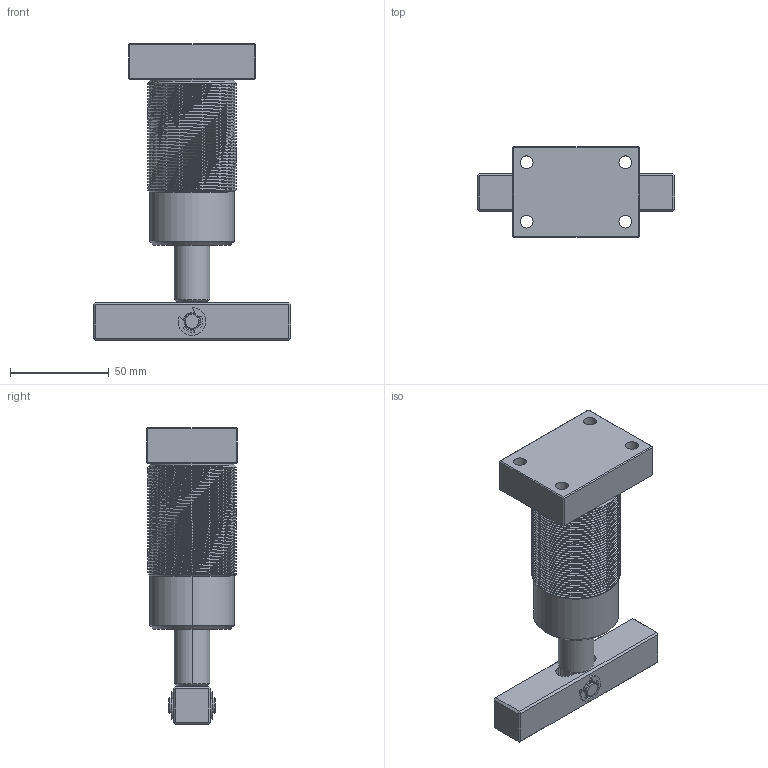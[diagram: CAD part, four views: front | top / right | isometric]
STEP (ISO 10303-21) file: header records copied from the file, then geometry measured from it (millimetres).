
FILE_DESCRIPTION (( 'STEP AP214' ), '1' );
FILE_NAME ('NDS-25A.STEP', '2018-08-27T08:22:53', ( 'Windows' ), ( 'Microsoft' ), 'SwSTEP 2.0', 'SolidWorks 2015', '' );
FILE_SCHEMA (( 'AUTOMOTIVE_DESIGN' ));
Length unit declared in the file: millimetre
Products named in the file (5): 种隊; 縐銅え; NDS-25A; NDS-25A掛极; 揤旋
Assembly tree (5 placements, depth 2):
  NDS-25A
    縐銅え  x2
    种隊
    揤旋
    NDS-25A掛极
Bounding box: 100 x 46 x 150 mm (x, y, z)
Volume: 219301.8 mm3; surface area: 39909.1 mm2
Topology: 5 solids, 5 shells, 244 faces, 603 edges, 378 vertices
Faces by surface type: cylinder 134, plane 86, cone 22, bspline 2
Entity records: 10994 total; most frequent: CARTESIAN_POINT 5821, ORIENTED_EDGE 1110, DIRECTION 982, EDGE_CURVE 555, AXIS2_PLACEMENT_3D 356, VERTEX_POINT 346, VECTOR 270, LINE 270
